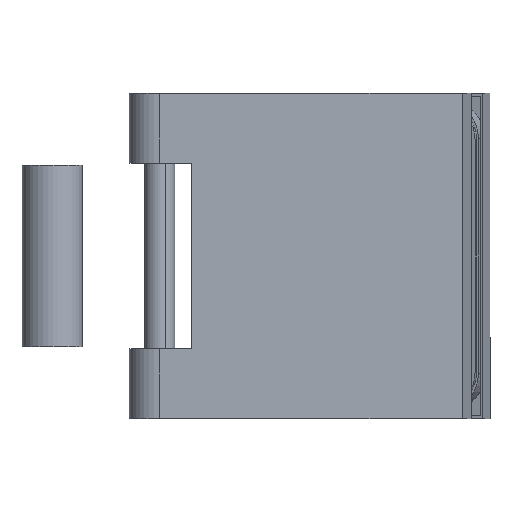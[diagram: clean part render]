
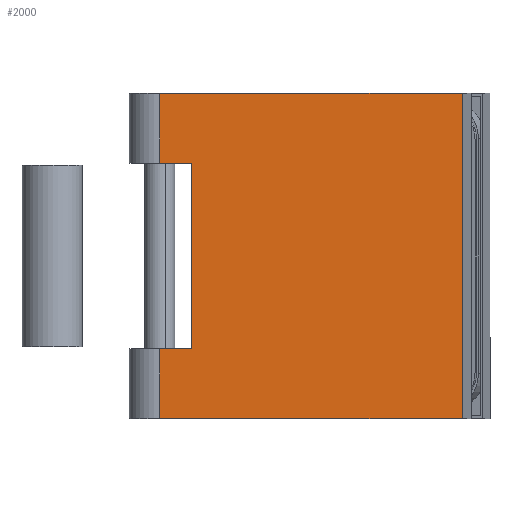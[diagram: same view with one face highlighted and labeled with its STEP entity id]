
A CAD part, front view. The second image highlights one B-rep face of the part: STEP entity #2000.
In plain terms, the highlighted planar face has unit normal (0, -1, 0).
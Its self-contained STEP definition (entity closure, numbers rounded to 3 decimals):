
#57 = DIRECTION ( 'NONE',  ( 0., 0., -1. ) ) ;
#160 = EDGE_CURVE ( 'NONE', #4219, #3426, #190, .T. ) ;
#190 = LINE ( 'NONE', #1393, #3257 ) ;
#489 = CARTESIAN_POINT ( 'NONE',  ( 0., 0., 86. ) ) ;
#493 = CARTESIAN_POINT ( 'NONE',  ( 80., 0., 86. ) ) ;
#505 = CARTESIAN_POINT ( 'NONE',  ( 0., 0., 0. ) ) ;
#559 = EDGE_CURVE ( 'NONE', #984, #2460, #2793, .T. ) ;
#843 = VERTEX_POINT ( 'NONE', #505 ) ;
#984 = VERTEX_POINT ( 'NONE', #2847 ) ;
#1002 = VECTOR ( 'NONE', #3160, 1000. ) ;
#1150 = DIRECTION ( 'NONE',  ( -1., 0., 0. ) ) ;
#1192 = VECTOR ( 'NONE', #57, 1000. ) ;
#1253 = ORIENTED_EDGE ( 'NONE', *, *, #160, .T. ) ;
#1393 = CARTESIAN_POINT ( 'NONE',  ( 0., 0., 18.5 ) ) ;
#1479 = CARTESIAN_POINT ( 'NONE',  ( 80., 0., 0. ) ) ;
#1568 = DIRECTION ( 'NONE',  ( 1., 0., 0. ) ) ;
#1590 = EDGE_CURVE ( 'NONE', #843, #2460, #1836, .T. ) ;
#1595 = CARTESIAN_POINT ( 'NONE',  ( 0., 0., 67.5 ) ) ;
#1601 = AXIS2_PLACEMENT_3D ( 'NONE', #1885, #4672, #1150 ) ;
#1661 = VECTOR ( 'NONE', #1568, 1000. ) ;
#1692 = LINE ( 'NONE', #3251, #3078 ) ;
#1836 = LINE ( 'NONE', #3396, #2998 ) ;
#1885 = CARTESIAN_POINT ( 'NONE',  ( 0., 0., 86. ) ) ;
#1900 = ORIENTED_EDGE ( 'NONE', *, *, #2599, .T. ) ;
#1920 = CARTESIAN_POINT ( 'NONE',  ( 8.361, 0., 18.5 ) ) ;
#1937 = LINE ( 'NONE', #3911, #1002 ) ;
#1960 = LINE ( 'NONE', #1595, #1661 ) ;
#1980 = PLANE ( 'NONE',  #1601 ) ;
#2000 = ADVANCED_FACE ( 'NONE', ( #2332 ), #1980, .F. ) ;
#2112 = DIRECTION ( 'NONE',  ( 0., 0., -1. ) ) ;
#2146 = ORIENTED_EDGE ( 'NONE', *, *, #4561, .T. ) ;
#2332 = FACE_OUTER_BOUND ( 'NONE', #4622, .T. ) ;
#2460 = VERTEX_POINT ( 'NONE', #1479 ) ;
#2566 = ORIENTED_EDGE ( 'NONE', *, *, #3626, .F. ) ;
#2599 = EDGE_CURVE ( 'NONE', #3426, #843, #1692, .T. ) ;
#2793 = LINE ( 'NONE', #493, #1192 ) ;
#2818 = CARTESIAN_POINT ( 'NONE',  ( 0., 0., 86. ) ) ;
#2832 = CARTESIAN_POINT ( 'NONE',  ( 0., 0., 67.5 ) ) ;
#2847 = CARTESIAN_POINT ( 'NONE',  ( 80., 0., 86. ) ) ;
#2998 = VECTOR ( 'NONE', #4203, 1000. ) ;
#3007 = ORIENTED_EDGE ( 'NONE', *, *, #559, .F. ) ;
#3039 = VERTEX_POINT ( 'NONE', #2818 ) ;
#3075 = VECTOR ( 'NONE', #2112, 1000. ) ;
#3078 = VECTOR ( 'NONE', #4299, 1000. ) ;
#3091 = CARTESIAN_POINT ( 'NONE',  ( 8.361, 0., 67.5 ) ) ;
#3160 = DIRECTION ( 'NONE',  ( 1., 0., 0. ) ) ;
#3251 = CARTESIAN_POINT ( 'NONE',  ( 0., 0., 86. ) ) ;
#3257 = VECTOR ( 'NONE', #4532, 1000. ) ;
#3320 = CARTESIAN_POINT ( 'NONE',  ( 8.361, 0., 86. ) ) ;
#3396 = CARTESIAN_POINT ( 'NONE',  ( 0., 0., 0. ) ) ;
#3402 = VERTEX_POINT ( 'NONE', #2832 ) ;
#3426 = VERTEX_POINT ( 'NONE', #4855 ) ;
#3626 = EDGE_CURVE ( 'NONE', #3039, #984, #1937, .T. ) ;
#3673 = EDGE_CURVE ( 'NONE', #3402, #4441, #1960, .T. ) ;
#3911 = CARTESIAN_POINT ( 'NONE',  ( 0., 0., 86. ) ) ;
#4076 = LINE ( 'NONE', #489, #3075 ) ;
#4203 = DIRECTION ( 'NONE',  ( 1., 0., 0. ) ) ;
#4219 = VERTEX_POINT ( 'NONE', #1920 ) ;
#4299 = DIRECTION ( 'NONE',  ( 0., 0., -1. ) ) ;
#4441 = VERTEX_POINT ( 'NONE', #3091 ) ;
#4459 = ORIENTED_EDGE ( 'NONE', *, *, #3673, .T. ) ;
#4516 = LINE ( 'NONE', #3320, #4896 ) ;
#4532 = DIRECTION ( 'NONE',  ( -1., 0., 0. ) ) ;
#4546 = EDGE_CURVE ( 'NONE', #4441, #4219, #4516, .T. ) ;
#4561 = EDGE_CURVE ( 'NONE', #3039, #3402, #4076, .T. ) ;
#4622 = EDGE_LOOP ( 'NONE', ( #2146, #4459, #4705, #1253, #1900, #4757, #3007, #2566 ) ) ;
#4672 = DIRECTION ( 'NONE',  ( 0., 1., 0. ) ) ;
#4705 = ORIENTED_EDGE ( 'NONE', *, *, #4546, .T. ) ;
#4757 = ORIENTED_EDGE ( 'NONE', *, *, #1590, .T. ) ;
#4855 = CARTESIAN_POINT ( 'NONE',  ( 0., 0., 18.5 ) ) ;
#4883 = DIRECTION ( 'NONE',  ( 0., 0., -1. ) ) ;
#4896 = VECTOR ( 'NONE', #4883, 1000. ) ;
